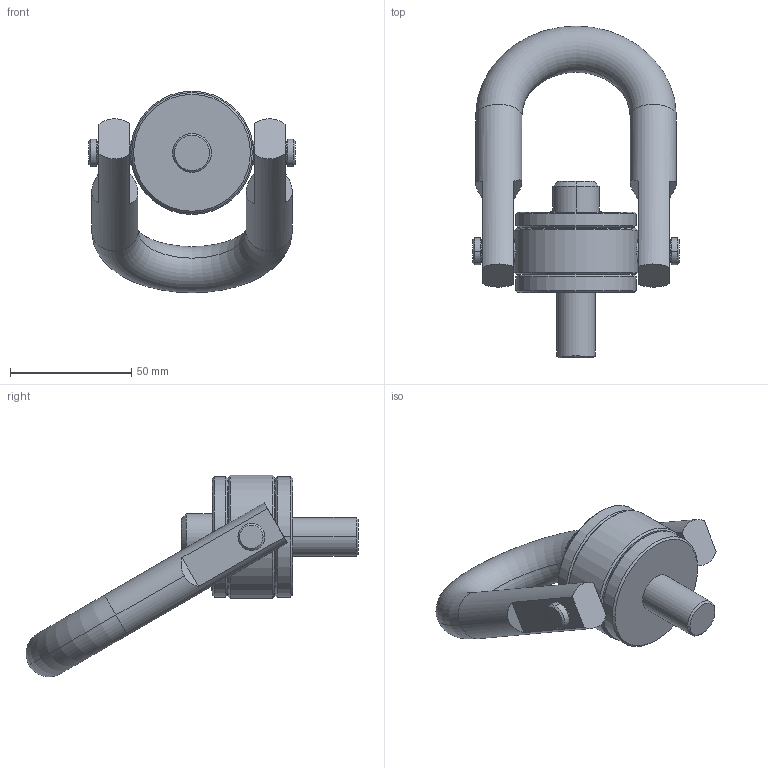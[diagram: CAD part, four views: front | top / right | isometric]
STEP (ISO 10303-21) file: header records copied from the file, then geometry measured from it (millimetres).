
FILE_DESCRIPTION((''),'2;1');
FILE_NAME('CROSBY_HR125_2_1016912_ASM','2009-11-20T',('Alan Doughty'),('The Crosby Group, Inc.'),'PRO/ENGINEER BY PARAMETRIC TECHNOLOGY CORPORATION, 2009220','PRO/ENGINEER BY PARAMETRIC TECHNOLOGY CORPORATION, 2009220','');
FILE_SCHEMA(('CONFIG_CONTROL_DESIGN'));
Length unit declared in the file: inch
Products named in the file (4): CROSBY_HR125_2_1016912_BASE_AF0; CROSBY_HR125_2_1016912_BAIL; STUD; CROSBY_HR125_2_1016912_ASM
Assembly tree (3 placements, depth 2):
  CROSBY_HR125_2_1016912_ASM
    CROSBY_HR125_2_1016912_BASE_AF0
    CROSBY_HR125_2_1016912_BAIL
    STUD
Bounding box: 85.09 x 136.81 x 83.06 mm (x, y, z)
Volume: 138780.3 mm3; surface area: 41360.6 mm2
Topology: 6 solids, 7 shells, 229 faces, 565 edges, 357 vertices
Faces by surface type: plane 97, cylinder 48, extrusion 36, cone 34, torus 12, sphere 2
Entity records: 7498 total; most frequent: CARTESIAN_POINT 2015, ORIENTED_EDGE 1126, DIRECTION 1053, EDGE_CURVE 563, VERTEX_POINT 357, AXIS2_PLACEMENT_3D 354, VECTOR 345, LINE 309
